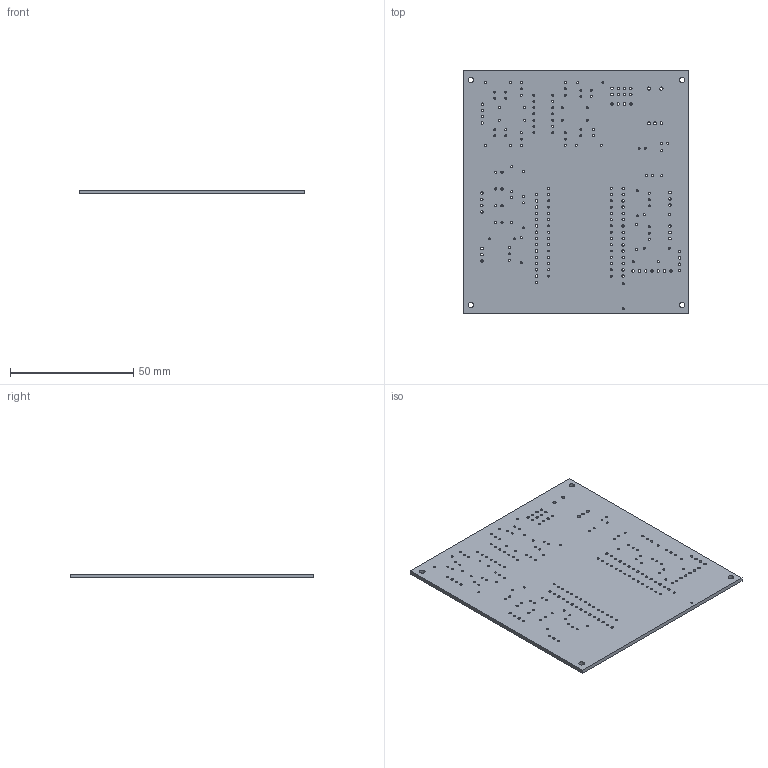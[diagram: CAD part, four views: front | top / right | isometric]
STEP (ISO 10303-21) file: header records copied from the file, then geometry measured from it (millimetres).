
FILE_DESCRIPTION(('KiCad electronic assembly'),'2;1');
FILE_NAME('SCRAPPY_PCB.step','2022-09-24T19:36:22',('Pcbnew'),('Kicad'), 'Open CASCADE STEP processor 7.6','KiCad to STEP converter','Unknown' );
FILE_SCHEMA(('AUTOMOTIVE_DESIGN { 1 0 10303 214 1 1 1 1 }'));
Length unit declared in the file: millimetre
Products named in the file (2): SCRAPPY_PCB 1; SCRAPPY_PCB PCB
Assembly tree (1 placements, depth 2):
  SCRAPPY_PCB 1
    SCRAPPY_PCB PCB
Bounding box: 91.57 x 98.68 x 1.6 mm (x, y, z)
Volume: 14222.9 mm3; surface area: 19370.6 mm2
Topology: 1 solids, 1 shells, 222 faces, 660 edges, 440 vertices
Faces by surface type: cylinder 216, plane 6
Full cylindrical faces by diameter (mm): 0.8 x127, 0.9 x10, 1 x70, 1.2 x3, 1.3 x2, 2.2 x4
Entity records: 18503 total; most frequent: CARTESIAN_POINT 5236, DIRECTION 2428, ORIENTED_EDGE 1320, PCURVE 1320, DEFINITIONAL_REPRESENTATION 1320, LINE 1116, VECTOR 1116, EDGE_CURVE 660
